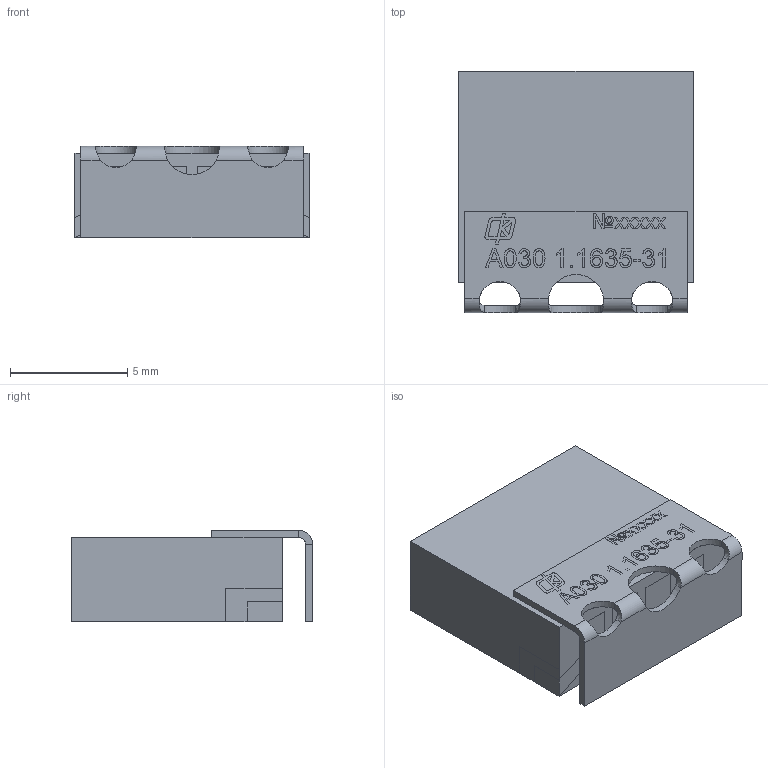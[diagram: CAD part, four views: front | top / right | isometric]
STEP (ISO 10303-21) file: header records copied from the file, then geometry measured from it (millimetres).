
FILE_DESCRIPTION(('STEP AP203'), '1');
FILE_NAME('ÍØÁÀ.434834.010-14.01_Ôèëüòð ÔÊÏ1-210-14-1.1635-31', '', ('UNSPECIFIED'), ('UNSPECIFIED'), 'ASCON STEP Converter 1.6', 'ASCON Math Kernel', '');
FILE_SCHEMA(('CONFIG_CONTROL_DESIGN'));
Length unit declared in the file: millimetre
Products named in the file (1): НШБА.434834.010-14.01_Фильтр ФКП1-210-14-1.1635-31
Bounding box: 10 x 10.3 x 3.9 mm (x, y, z)
Volume: 343.3 mm3; surface area: 404.7 mm2
Topology: 1 solids, 1 shells, 394 faces, 1051 edges, 686 vertices
Faces by surface type: plane 255, bspline 118, cylinder 21
Entity records: 25883 total; most frequent: CARTESIAN_POINT 13851, ORIENTED_EDGE 2102, DIRECTION 1311, EDGE_CURVE 1051, VERTEX_POINT 686, LINE 685, VECTOR 685, FACE_BOUND 427
